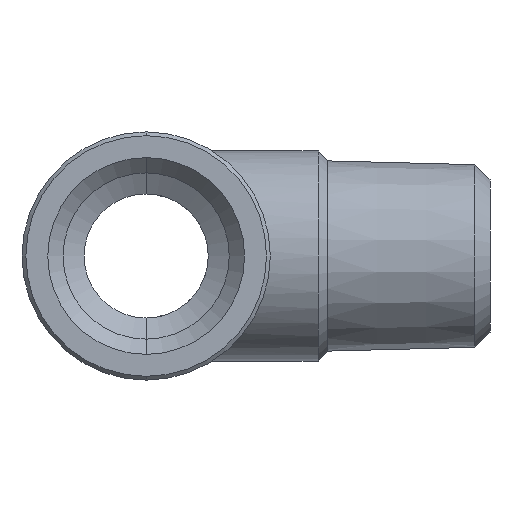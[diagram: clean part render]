
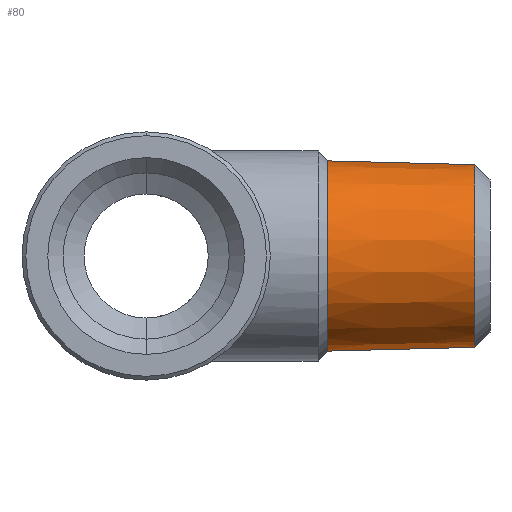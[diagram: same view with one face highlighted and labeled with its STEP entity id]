
A CAD part, left-side view. The second image highlights one B-rep face of the part: STEP entity #80.
In plain terms, the highlighted conical face has half-angle 1.47 degrees and reference radius 4.979 mm.
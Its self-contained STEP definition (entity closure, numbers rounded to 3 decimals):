
#10 = EDGE_CURVE ( 'NONE', #213, #203, #1417, .T. ) ;
#12 = EDGE_CURVE ( 'NONE', #205, #206, #1421, .T. ) ;
#23 = EDGE_CURVE ( 'NONE', #205, #213, #262, .T. ) ;
#28 = EDGE_CURVE ( 'NONE', #206, #203, #265, .T. ) ;
#80 = ADVANCED_FACE ( 'NONE', ( #333 ), #421, .T. ) ;
#107 = ORIENTED_EDGE ( 'NONE', *, *, #10, .T. ) ;
#108 = ORIENTED_EDGE ( 'NONE', *, *, #28, .F. ) ;
#109 = ORIENTED_EDGE ( 'NONE', *, *, #12, .F. ) ;
#110 = ORIENTED_EDGE ( 'NONE', *, *, #23, .T. ) ;
#165 = EDGE_LOOP ( 'NONE', ( #108, #109, #110, #107 ) ) ;
#203 = VERTEX_POINT ( 'NONE', #817 ) ;
#205 = VERTEX_POINT ( 'NONE', #819 ) ;
#206 = VERTEX_POINT ( 'NONE', #820 ) ;
#213 = VERTEX_POINT ( 'NONE', #827 ) ;
#262 = LINE ( 'NONE', #1522, #1439 ) ;
#265 = LINE ( 'NONE', #1534, #1447 ) ;
#333 = FACE_OUTER_BOUND ( 'NONE', #165, .T. ) ;
#418 = AXIS2_PLACEMENT_3D ( 'NONE', #804, #805, #806 ) ;
#421 = CONICAL_SURFACE ( 'NONE', #418, 4.979, 0.026 ) ;
#804 = CARTESIAN_POINT ( 'NONE',  ( 0., -9.5, 0. ) ) ;
#805 = DIRECTION ( 'NONE',  ( 0., 1., 0. ) ) ;
#806 = DIRECTION ( 'NONE',  ( 0., 0., 1. ) ) ;
#817 = CARTESIAN_POINT ( 'NONE',  ( 0., -9.5, -4.979 ) ) ;
#819 = CARTESIAN_POINT ( 'NONE',  ( 0., -17.2, 4.782 ) ) ;
#820 = CARTESIAN_POINT ( 'NONE',  ( 0., -17.2, -4.782 ) ) ;
#827 = CARTESIAN_POINT ( 'NONE',  ( 0., -9.5, 4.979 ) ) ;
#1417 = CIRCLE ( 'NONE', #1418, 4.979 ) ;
#1418 = AXIS2_PLACEMENT_3D ( 'NONE', #1487, #1488, #1489 ) ;
#1421 = CIRCLE ( 'NONE', #1422, 4.782 ) ;
#1422 = AXIS2_PLACEMENT_3D ( 'NONE', #1493, #1494, #1495 ) ;
#1439 = VECTOR ( 'NONE', #1523, 1000. ) ;
#1447 = VECTOR ( 'NONE', #1535, 1000. ) ;
#1487 = CARTESIAN_POINT ( 'NONE',  ( 0., -9.5, 0. ) ) ;
#1488 = DIRECTION ( 'NONE',  ( 0., -1., 0. ) ) ;
#1489 = DIRECTION ( 'NONE',  ( 0., 0., -1. ) ) ;
#1493 = CARTESIAN_POINT ( 'NONE',  ( 0., -17.2, 0. ) ) ;
#1494 = DIRECTION ( 'NONE',  ( 0., -1., 0. ) ) ;
#1495 = DIRECTION ( 'NONE',  ( 0., 0., -1. ) ) ;
#1522 = CARTESIAN_POINT ( 'NONE',  ( 0., -9.5, 4.979 ) ) ;
#1523 = DIRECTION ( 'NONE',  ( 0., 1., 0.026 ) ) ;
#1534 = CARTESIAN_POINT ( 'NONE',  ( 0., -9.5, -4.979 ) ) ;
#1535 = DIRECTION ( 'NONE',  ( 0., 1., -0.026 ) ) ;
